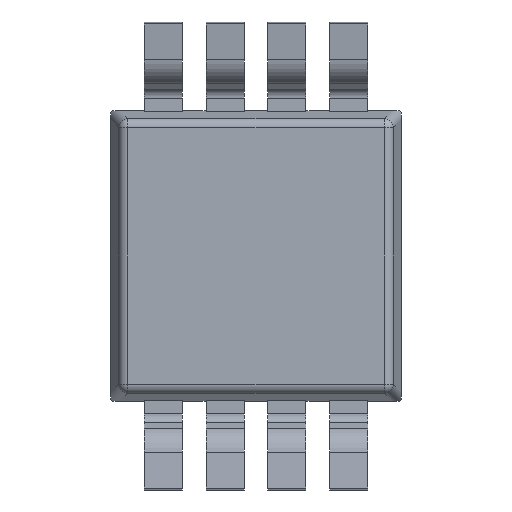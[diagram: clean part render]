
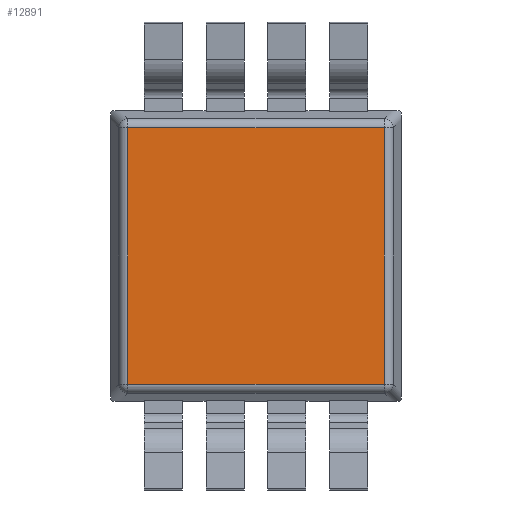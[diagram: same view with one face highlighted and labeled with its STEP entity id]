
A CAD part, front view. The second image highlights one B-rep face of the part: STEP entity #12891.
In plain terms, the highlighted planar face has unit normal (0, -1, 0).
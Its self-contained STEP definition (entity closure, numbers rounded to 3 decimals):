
#366 = VECTOR ( 'NONE', #13012, 1000. ) ;
#421 = CARTESIAN_POINT ( 'NONE',  ( 1.348, 0.1, 1.425 ) ) ;
#584 = EDGE_LOOP ( 'NONE', ( #18901, #8137, #20022, #4798 ) ) ;
#960 = DIRECTION ( 'NONE',  ( 0., 1., 0. ) ) ;
#3146 = CARTESIAN_POINT ( 'NONE',  ( 1.348, 0.1, -1.348 ) ) ;
#3279 = LINE ( 'NONE', #421, #19343 ) ;
#3933 = EDGE_CURVE ( 'NONE', #8338, #15749, #6532, .T. ) ;
#4043 = CARTESIAN_POINT ( 'NONE',  ( 1.348, 0.1, 1.348 ) ) ;
#4798 = ORIENTED_EDGE ( 'NONE', *, *, #14747, .T. ) ;
#5030 = VECTOR ( 'NONE', #15917, 1000. ) ;
#5286 = EDGE_CURVE ( 'NONE', #10783, #8338, #10087, .T. ) ;
#5618 = DIRECTION ( 'NONE',  ( 0., 0., 1. ) ) ;
#5740 = AXIS2_PLACEMENT_3D ( 'NONE', #14849, #960, #5618 ) ;
#6532 = LINE ( 'NONE', #8331, #366 ) ;
#7979 = CARTESIAN_POINT ( 'NONE',  ( -1.348, 0.1, -1.348 ) ) ;
#8137 = ORIENTED_EDGE ( 'NONE', *, *, #3933, .T. ) ;
#8331 = CARTESIAN_POINT ( 'NONE',  ( 1.425, 0.1, -1.348 ) ) ;
#8338 = VERTEX_POINT ( 'NONE', #7979 ) ;
#8651 = FACE_OUTER_BOUND ( 'NONE', #584, .T. ) ;
#9710 = CARTESIAN_POINT ( 'NONE',  ( -1.425, 0.1, 1.348 ) ) ;
#10087 = LINE ( 'NONE', #17729, #12340 ) ;
#10191 = DIRECTION ( 'NONE',  ( 0., 0., -1. ) ) ;
#10488 = EDGE_CURVE ( 'NONE', #15749, #19294, #3279, .T. ) ;
#10783 = VERTEX_POINT ( 'NONE', #13268 ) ;
#12340 = VECTOR ( 'NONE', #10191, 1000. ) ;
#12891 = ADVANCED_FACE ( 'NONE', ( #8651 ), #16381, .F. ) ;
#13012 = DIRECTION ( 'NONE',  ( 1., 0., 0. ) ) ;
#13268 = CARTESIAN_POINT ( 'NONE',  ( -1.348, 0.1, 1.348 ) ) ;
#14747 = EDGE_CURVE ( 'NONE', #19294, #10783, #18804, .T. ) ;
#14849 = CARTESIAN_POINT ( 'NONE',  ( 0., 0.1, 0. ) ) ;
#15462 = DIRECTION ( 'NONE',  ( 0., 0., 1. ) ) ;
#15749 = VERTEX_POINT ( 'NONE', #3146 ) ;
#15917 = DIRECTION ( 'NONE',  ( -1., 0., 0. ) ) ;
#16381 = PLANE ( 'NONE',  #5740 ) ;
#17729 = CARTESIAN_POINT ( 'NONE',  ( -1.348, 0.1, -1.425 ) ) ;
#18804 = LINE ( 'NONE', #9710, #5030 ) ;
#18901 = ORIENTED_EDGE ( 'NONE', *, *, #5286, .T. ) ;
#19294 = VERTEX_POINT ( 'NONE', #4043 ) ;
#19343 = VECTOR ( 'NONE', #15462, 1000. ) ;
#20022 = ORIENTED_EDGE ( 'NONE', *, *, #10488, .T. ) ;
